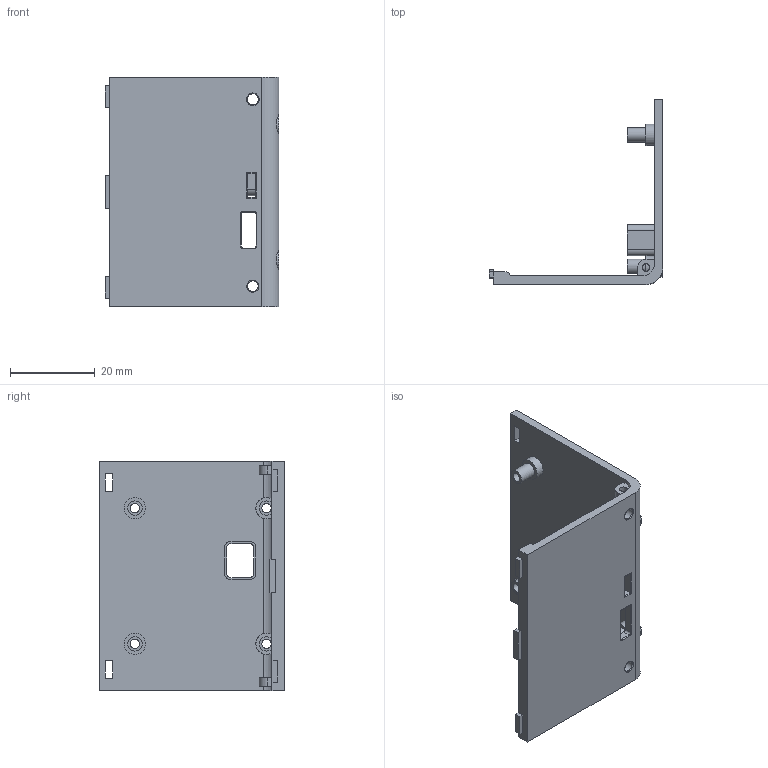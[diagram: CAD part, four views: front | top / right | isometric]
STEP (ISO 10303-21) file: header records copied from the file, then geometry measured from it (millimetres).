
FILE_DESCRIPTION(/* description */ (''),/* implementation_level */ '2;1');
FILE_NAME(/* name */ 'EduBot_RoofTop.stp',/* time_stamp */ '2019-01-06T19:36:14+09:00',/* author */ ('tlsru'),/* organization */ (''),/* preprocessor_version */ 'ST-DEVELOPER v15.6',/* originating_system */ 'Autodesk Inventor 2015',/* authorisation */ '');
FILE_SCHEMA (('AUTOMOTIVE_DESIGN { 1 0 10303 214 3 1 1 }'));
Length unit declared in the file: millimetre
Products named in the file (1): EduBot_RoofTop
Bounding box: 41 x 43.69 x 54 mm (x, y, z)
Volume: 9016.5 mm3; surface area: 10263.9 mm2
Topology: 1 solids, 1 shells, 137 faces, 350 edges, 224 vertices
Faces by surface type: plane 68, cylinder 53, torus 16
Full cylindrical faces by diameter (mm): 1.8 x2, 2.2 x4, 2.474 x1, 2.6 x1, 3.4 x5, 3.5 x3, 5 x2
Entity records: 4172 total; most frequent: CARTESIAN_POINT 806, DIRECTION 704, ORIENTED_EDGE 648, EDGE_CURVE 324, AXIS2_PLACEMENT_3D 254, VERTEX_POINT 222, EDGE_LOOP 196, LINE 196
